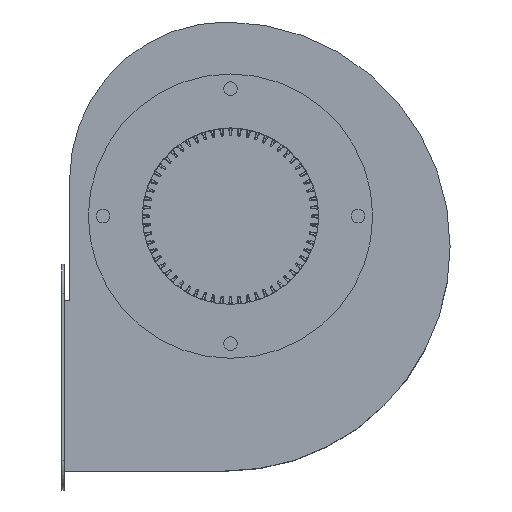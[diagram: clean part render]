
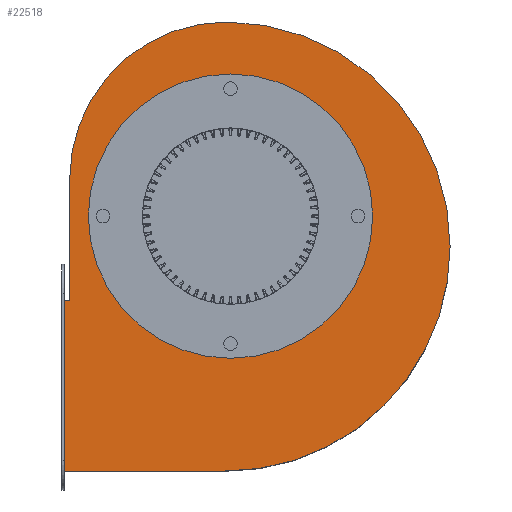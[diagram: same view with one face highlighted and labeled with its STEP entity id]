
A CAD part, top view. The second image highlights one B-rep face of the part: STEP entity #22518.
In plain terms, the highlighted planar face has unit normal (0, 0, 1).
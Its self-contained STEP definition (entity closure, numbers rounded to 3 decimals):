
#1221 = CARTESIAN_POINT ( 'NONE',  ( -2., 99., 44. ) ) ;
#1710 = ORIENTED_EDGE ( 'NONE', *, *, #75443, .F. ) ;
#2120 = VERTEX_POINT ( 'NONE', #5761 ) ;
#2723 = DIRECTION ( 'NONE',  ( 1., 0., 0. ) ) ;
#3154 = ORIENTED_EDGE ( 'NONE', *, *, #11477, .T. ) ;
#3335 = DIRECTION ( 'NONE',  ( 1., 0., 0. ) ) ;
#3842 = DIRECTION ( 'NONE',  ( 1., 0., 0. ) ) ;
#4999 = CIRCLE ( 'NONE', #61974, 72.5 ) ;
#5316 = VERTEX_POINT ( 'NONE', #34452 ) ;
#5761 = CARTESIAN_POINT ( 'NONE',  ( -72.5, 0., 44. ) ) ;
#6000 = ORIENTED_EDGE ( 'NONE', *, *, #74453, .F. ) ;
#7034 = CARTESIAN_POINT ( 'NONE',  ( -82., -42.8, 44. ) ) ;
#7789 = DIRECTION ( 'NONE',  ( 0., 0., 1. ) ) ;
#10949 = CARTESIAN_POINT ( 'NONE',  ( 0., -130., 44. ) ) ;
#11393 = CARTESIAN_POINT ( 'NONE',  ( -84.8, 0., 44. ) ) ;
#11477 = EDGE_CURVE ( 'NONE', #5316, #44351, #27200, .T. ) ;
#11742 = VECTOR ( 'NONE', #36330, 1000. ) ;
#12074 = ORIENTED_EDGE ( 'NONE', *, *, #34369, .F. ) ;
#13336 = ORIENTED_EDGE ( 'NONE', *, *, #74109, .F. ) ;
#13822 = DIRECTION ( 'NONE',  ( 1., 0., 0. ) ) ;
#15895 = AXIS2_PLACEMENT_3D ( 'NONE', #61476, #49252, #3842 ) ;
#16906 = VERTEX_POINT ( 'NONE', #1221 ) ;
#17180 = ORIENTED_EDGE ( 'NONE', *, *, #28344, .T. ) ;
#18514 = AXIS2_PLACEMENT_3D ( 'NONE', #44169, #49260, #3335 ) ;
#20565 = DIRECTION ( 'NONE',  ( 1., 0., 0. ) ) ;
#21908 = CARTESIAN_POINT ( 'NONE',  ( 0., -42.8, 44. ) ) ;
#22518 = ADVANCED_FACE ( 'NONE', ( #47067, #31694 ), #26205, .T. ) ;
#23934 = CARTESIAN_POINT ( 'NONE',  ( -82., 19., 44. ) ) ;
#26205 = PLANE ( 'NONE',  #18514 ) ;
#26979 = DIRECTION ( 'NONE',  ( -1., 0., 0. ) ) ;
#27200 = LINE ( 'NONE', #11393, #11742 ) ;
#27216 = VERTEX_POINT ( 'NONE', #37040 ) ;
#27217 = CIRCLE ( 'NONE', #15895, 114.501 ) ;
#27517 = EDGE_LOOP ( 'NONE', ( #17180, #3154, #13336, #6000, #1710, #43905, #56214 ) ) ;
#28000 = AXIS2_PLACEMENT_3D ( 'NONE', #49741, #38342, #20565 ) ;
#28344 = EDGE_CURVE ( 'NONE', #40761, #5316, #74749, .T. ) ;
#30418 = LINE ( 'NONE', #10949, #59496 ) ;
#31392 = CARTESIAN_POINT ( 'NONE',  ( 0., 0., 44. ) ) ;
#31694 = FACE_OUTER_BOUND ( 'NONE', #27517, .T. ) ;
#33519 = EDGE_CURVE ( 'NONE', #64946, #40761, #73103, .T. ) ;
#33992 = EDGE_CURVE ( 'NONE', #64946, #16906, #46418, .T. ) ;
#34369 = EDGE_CURVE ( 'NONE', #2120, #27216, #71817, .T. ) ;
#34452 = CARTESIAN_POINT ( 'NONE',  ( -84.8, -42.8, 44. ) ) ;
#36330 = DIRECTION ( 'NONE',  ( 0., -1., 0. ) ) ;
#37040 = CARTESIAN_POINT ( 'NONE',  ( 72.5, 0., 44. ) ) ;
#38342 = DIRECTION ( 'NONE',  ( 0., 0., -1. ) ) ;
#39331 = DIRECTION ( 'NONE',  ( 1., 0., 0. ) ) ;
#40761 = VERTEX_POINT ( 'NONE', #7034 ) ;
#41183 = CIRCLE ( 'NONE', #28000, 114.501 ) ;
#41830 = CARTESIAN_POINT ( 'NONE',  ( 112.001, -15.5, 44. ) ) ;
#43905 = ORIENTED_EDGE ( 'NONE', *, *, #33992, .F. ) ;
#44169 = CARTESIAN_POINT ( 'NONE',  ( 0., 0., 44. ) ) ;
#44351 = VERTEX_POINT ( 'NONE', #55803 ) ;
#45386 = CARTESIAN_POINT ( 'NONE',  ( -2., 19., 44. ) ) ;
#46418 = CIRCLE ( 'NONE', #65649, 80. ) ;
#46822 = EDGE_CURVE ( 'NONE', #27216, #2120, #4999, .T. ) ;
#47067 = FACE_BOUND ( 'NONE', #74001, .T. ) ;
#49252 = DIRECTION ( 'NONE',  ( 0., 0., -1. ) ) ;
#49260 = DIRECTION ( 'NONE',  ( 0., 0., 1. ) ) ;
#49741 = CARTESIAN_POINT ( 'NONE',  ( -2.5, -15.5, 44. ) ) ;
#50236 = DIRECTION ( 'NONE',  ( 0., 0., -1. ) ) ;
#50254 = VERTEX_POINT ( 'NONE', #41830 ) ;
#51336 = ORIENTED_EDGE ( 'NONE', *, *, #46822, .F. ) ;
#51540 = DIRECTION ( 'NONE',  ( -1., 0., 0. ) ) ;
#51796 = CARTESIAN_POINT ( 'NONE',  ( -82., 0., 44. ) ) ;
#55803 = CARTESIAN_POINT ( 'NONE',  ( -84.8, -130., 44. ) ) ;
#56214 = ORIENTED_EDGE ( 'NONE', *, *, #33519, .T. ) ;
#57990 = CARTESIAN_POINT ( 'NONE',  ( -3., -130., 44. ) ) ;
#59346 = VECTOR ( 'NONE', #64558, 1000. ) ;
#59496 = VECTOR ( 'NONE', #51540, 1000. ) ;
#59504 = CARTESIAN_POINT ( 'NONE',  ( 0., 0., 44. ) ) ;
#60034 = DIRECTION ( 'NONE',  ( 0., 0., 1. ) ) ;
#61476 = CARTESIAN_POINT ( 'NONE',  ( -2.5, -15.5, 44. ) ) ;
#61974 = AXIS2_PLACEMENT_3D ( 'NONE', #59504, #60034, #13822 ) ;
#63726 = AXIS2_PLACEMENT_3D ( 'NONE', #31392, #7789, #2723 ) ;
#64558 = DIRECTION ( 'NONE',  ( 0., -1., 0. ) ) ;
#64687 = VECTOR ( 'NONE', #26979, 1000. ) ;
#64946 = VERTEX_POINT ( 'NONE', #23934 ) ;
#65649 = AXIS2_PLACEMENT_3D ( 'NONE', #45386, #50236, #39331 ) ;
#71817 = CIRCLE ( 'NONE', #63726, 72.5 ) ;
#73103 = LINE ( 'NONE', #51796, #59346 ) ;
#74001 = EDGE_LOOP ( 'NONE', ( #12074, #51336 ) ) ;
#74109 = EDGE_CURVE ( 'NONE', #75197, #44351, #30418, .T. ) ;
#74453 = EDGE_CURVE ( 'NONE', #50254, #75197, #41183, .T. ) ;
#74749 = LINE ( 'NONE', #21908, #64687 ) ;
#75197 = VERTEX_POINT ( 'NONE', #57990 ) ;
#75443 = EDGE_CURVE ( 'NONE', #16906, #50254, #27217, .T. ) ;
